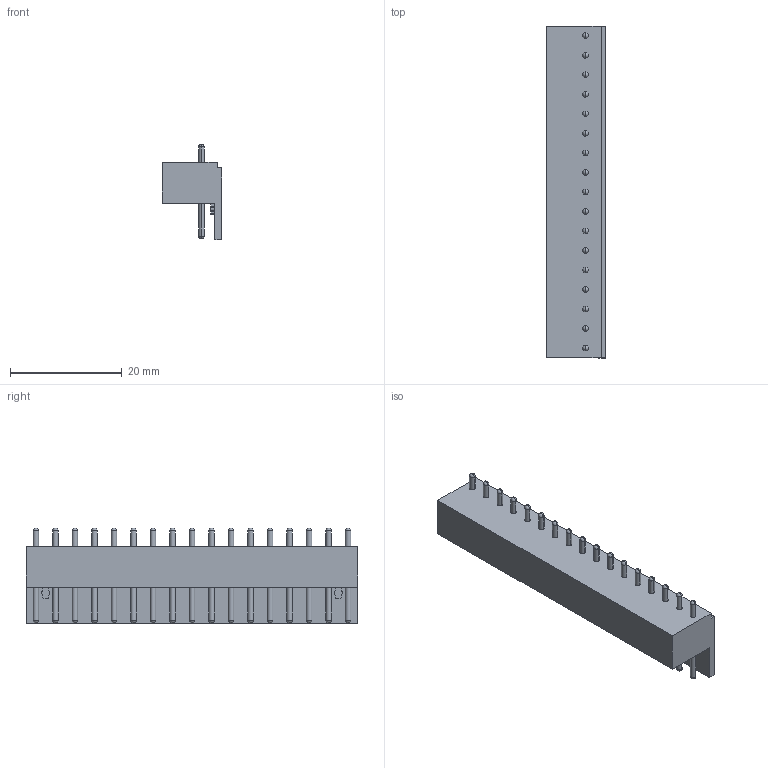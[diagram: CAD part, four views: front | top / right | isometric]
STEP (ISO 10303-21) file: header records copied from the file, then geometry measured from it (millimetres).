
FILE_DESCRIPTION((''),'2;1');
FILE_NAME('TL007T-XXP','2024-11-13T14:14:25',('sheji'),(''),'CREO PARAMETRIC BY PTC INC, 2018100','CREO PARAMETRIC BY PTC INC, 2018100','');
FILE_SCHEMA(('CONFIG_CONTROL_DESIGN'));
Length unit declared in the file: millimetre
Products named in the file (1): TL007T-XXP
Bounding box: 10.6 x 59.5 x 17.15 mm (x, y, z)
Volume: 5183.5 mm3; surface area: 3580.1 mm2
Topology: 1 solids, 1 shells, 174 faces, 448 edges, 242 vertices
Faces by surface type: cylinder 76, sphere 68, plane 30
Entity records: 4870 total; most frequent: DIRECTION 948, CARTESIAN_POINT 796, ORIENTED_EDGE 760, AXIS2_PLACEMENT_3D 394, EDGE_CURVE 380, VERTEX_POINT 242, CIRCLE 220, EDGE_LOOP 208
